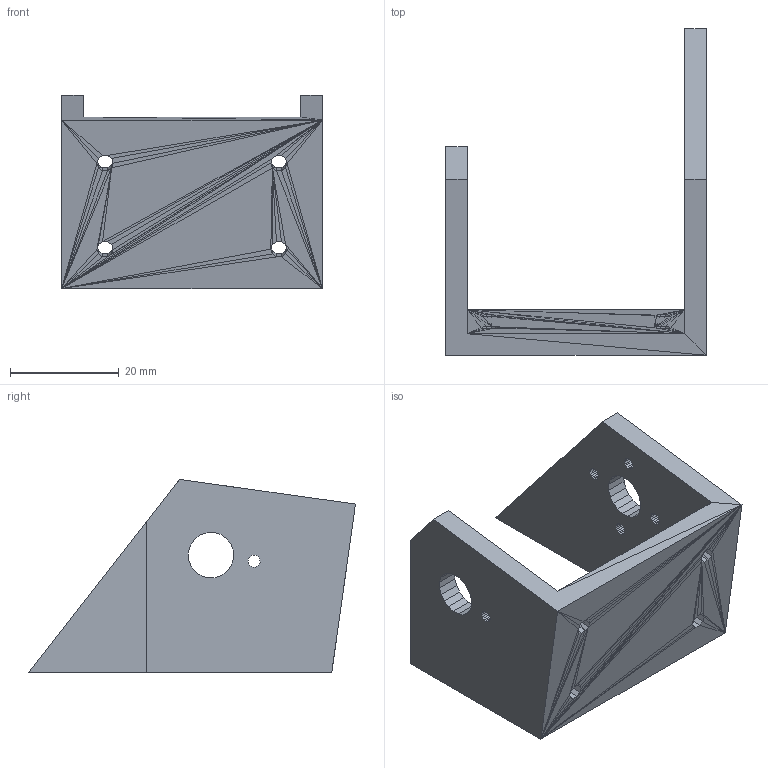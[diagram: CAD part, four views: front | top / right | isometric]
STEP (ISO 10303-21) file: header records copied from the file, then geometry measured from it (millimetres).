
FILE_DESCRIPTION(('FreeCAD Model'),'2;1');
FILE_NAME('codoL.step', '2014-09-10T14:02:35',('FreeCAD'),('FreeCAD'), 'Open CASCADE STEP processor 6.5','FreeCAD','Unknown');
FILE_SCHEMA(('AUTOMOTIVE_DESIGN_CC2 { 1 2 10303 214 -1 1 5 4 }'));
Length unit declared in the file: millimetre
Products named in the file (1): Open CASCADE STEP translator 6.5 2
Bounding box: 48 x 60.15 x 35.56 mm (x, y, z)
Surface area: 9397 mm2 (no closed solid volume)
Topology: 0 solids, 1 shells, 308 faces, 692 edges, 378 vertices
Faces by surface type: plane 308
Entity records: 16919 total; most frequent: CARTESIAN_POINT 2950, DIRECTION 2507, LINE 1889, VECTOR 1889, ORIENTED_EDGE 1384, PCURVE 1384, DEFINITIONAL_REPRESENTATION 1384, EDGE_CURVE 692
